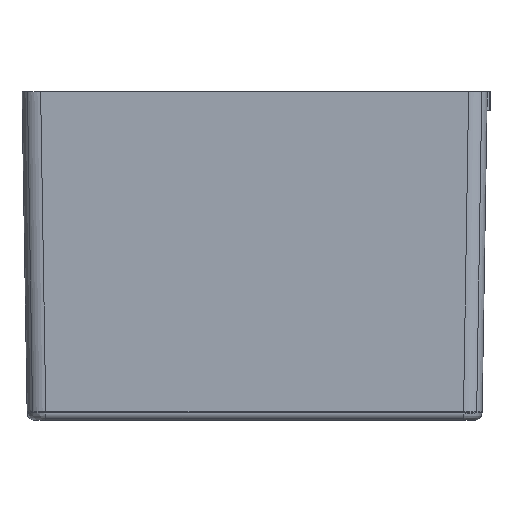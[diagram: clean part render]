
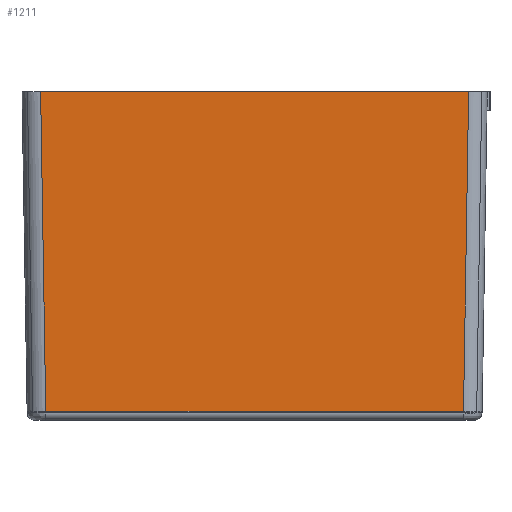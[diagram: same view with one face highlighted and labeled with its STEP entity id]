
A CAD part, left-side view. The second image highlights one B-rep face of the part: STEP entity #1211.
In plain terms, the highlighted planar face has unit normal (-1, 0, -0.016).
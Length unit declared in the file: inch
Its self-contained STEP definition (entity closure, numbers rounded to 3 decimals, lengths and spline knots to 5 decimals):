
#1211=ADVANCED_FACE('',(#2736),#2737,.F.);
#2736=FACE_OUTER_BOUND('',#4994,.T.);
#2737=PLANE('',#4995);
#4994=EDGE_LOOP('',(#9123,#9124,#9125,#9126));
#4995=AXIS2_PLACEMENT_3D('',#9127,#9128,#9129);
#9123=ORIENTED_EDGE('',*,*,#13114,.T.);
#9124=ORIENTED_EDGE('',*,*,#12440,.F.);
#9125=ORIENTED_EDGE('',*,*,#13051,.F.);
#9126=ORIENTED_EDGE('',*,*,#13283,.F.);
#9127=CARTESIAN_POINT('',(-2.46692,-1.66094,0.16297));
#9128=DIRECTION('',(1.,0.,0.016));
#9129=DIRECTION('',(0.016,0.0,-1.));
#12440=EDGE_CURVE('',#14644,#14728,#14729,.T.);
#13051=EDGE_CURVE('',#15678,#14644,#15680,.T.);
#13114=EDGE_CURVE('',#15771,#14728,#15772,.T.);
#13283=EDGE_CURVE('',#15771,#15678,#15995,.T.);
#14644=VERTEX_POINT('',#17783);
#14728=VERTEX_POINT('',#17922);
#14729=LINE('',#17923,#17924);
#15678=VERTEX_POINT('',#19401);
#15680=LINE('',#19403,#19404);
#15771=VERTEX_POINT('',#19538);
#15772=LINE('',#19539,#19540);
#15995=LINE('',#19896,#19897);
#17783=CARTESIAN_POINT('',(-2.45524,-0.77763,-0.57739));
#17922=CARTESIAN_POINT('',(-2.47656,-0.75598,0.77362));
#17923=CARTESIAN_POINT('',(-2.46663,-0.76607,0.14423));
#17924=VECTOR('',#21578,1.);
#19401=CARTESIAN_POINT('',(-2.45524,-2.54425,-0.57739));
#19403=CARTESIAN_POINT('',(-2.45524,-1.66094,-0.57739));
#19404=VECTOR('',#22106,1.0);
#19538=CARTESIAN_POINT('',(-2.47656,-2.56591,0.77362));
#19539=CARTESIAN_POINT('',(-2.47656,-1.0013,0.77362));
#19540=VECTOR('',#22171,1.0);
#19896=CARTESIAN_POINT('',(-2.46663,-2.55582,0.14423));
#19897=VECTOR('',#22328,1.);
#21578=DIRECTION('',(-0.016,0.016,1.));
#22106=DIRECTION('',(0.,1.0,0.0));
#22171=DIRECTION('',(0.,1.0,0.0));
#22328=DIRECTION('',(0.016,0.016,-1.));
